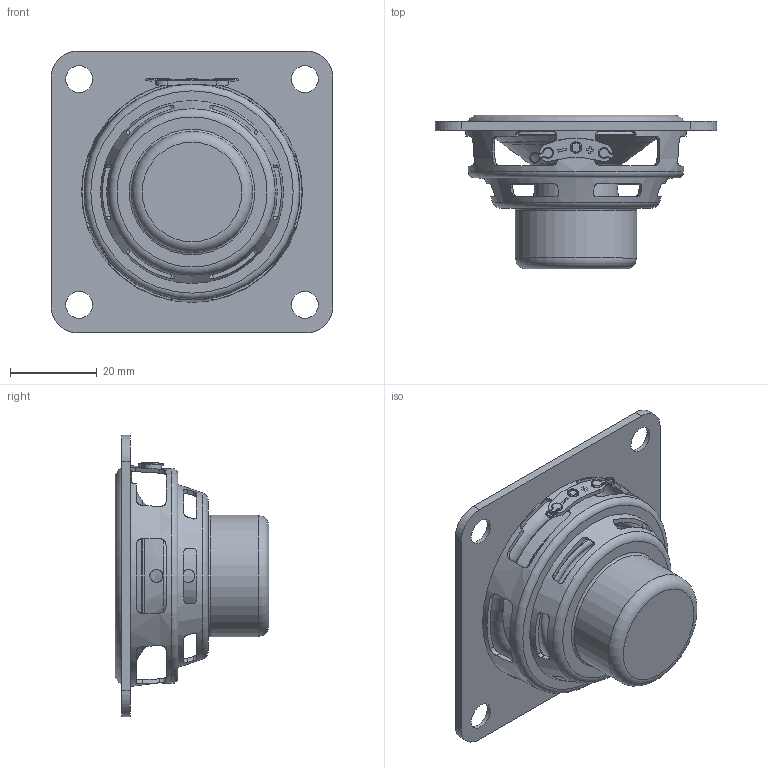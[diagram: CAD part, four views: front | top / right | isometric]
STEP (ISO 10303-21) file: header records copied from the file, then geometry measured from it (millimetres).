
FILE_DESCRIPTION(/* description */ (''),/* implementation_level */ '2;1');
FILE_NAME(/* name */ 'AS06504PS-X-R.stp',/* time_stamp */ '2019-08-19T15:22:11-04:00',/* author */ ('VanDenBroek'),/* organization */ (''),/* preprocessor_version */ 'ST-DEVELOPER v16.1',/* originating_system */ 'Autodesk Inventor 2016',/* authorisation */ '');
FILE_SCHEMA (('AUTOMOTIVE_DESIGN { 1 0 10303 214 3 1 1 }'));
Length unit declared in the file: millimetre
Products named in the file (1): AS06504PS-X-R
Bounding box: 65 x 35.49 x 65 mm (x, y, z)
Volume: 15105.3 mm3; surface area: 29278 mm2
Topology: 8 solids, 8 shells, 266 faces, 750 edges, 530 vertices
Faces by surface type: plane 117, cylinder 101, torus 34, cone 12, bspline 2
Full cylindrical faces by diameter (mm): 2 x2, 2.669 x1, 3 x8, 6.2 x4, 18.75 x1, 19.4 x1, 19.5 x3, 20.55 x1, 20.75 x2, 21.75 x1, 22.5 x2, 24.067 x2, 28 x1, 47.632 x1, 51 x2, 54 x1
Entity records: 9913 total; most frequent: CARTESIAN_POINT 3345, DIRECTION 1227, ORIENTED_EDGE 1216, EDGE_CURVE 607, AXIS2_PLACEMENT_3D 505, VERTEX_POINT 441, EDGE_LOOP 412, FACE_OUTER_BOUND 266
